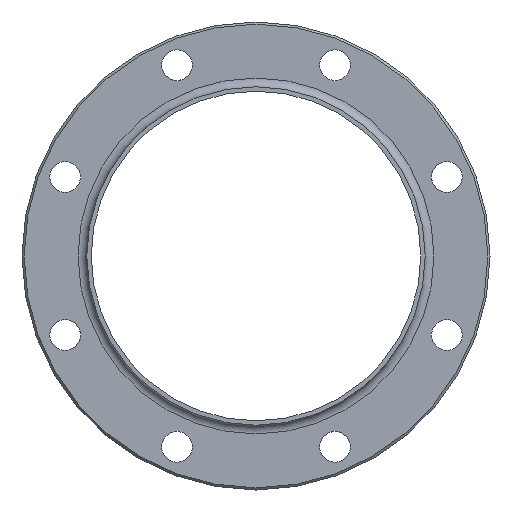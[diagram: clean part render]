
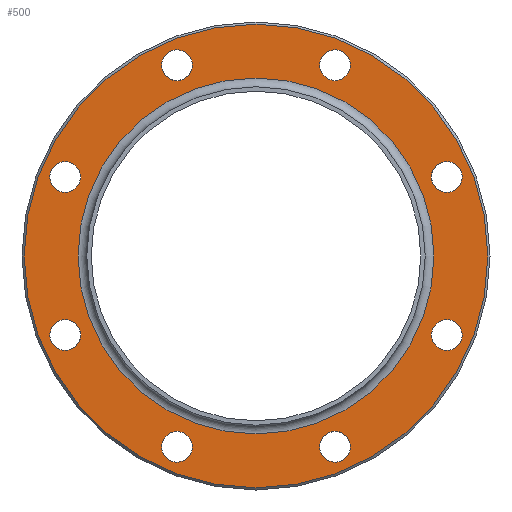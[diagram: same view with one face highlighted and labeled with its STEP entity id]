
A CAD part, left-side view. The second image highlights one B-rep face of the part: STEP entity #500.
In plain terms, the highlighted planar face has unit normal (-1, 0, 0).
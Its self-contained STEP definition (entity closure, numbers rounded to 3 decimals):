
#41=FACE_BOUND('',#110,.T.);
#42=FACE_BOUND('',#111,.T.);
#43=FACE_BOUND('',#112,.T.);
#44=FACE_BOUND('',#113,.T.);
#45=FACE_BOUND('',#114,.T.);
#46=FACE_BOUND('',#115,.T.);
#47=FACE_BOUND('',#116,.T.);
#48=FACE_BOUND('',#117,.T.);
#49=FACE_BOUND('',#118,.T.);
#62=PLANE('',#633);
#81=FACE_OUTER_BOUND('',#109,.T.);
#109=EDGE_LOOP('',(#373));
#110=EDGE_LOOP('',(#374));
#111=EDGE_LOOP('',(#375));
#112=EDGE_LOOP('',(#376));
#113=EDGE_LOOP('',(#377));
#114=EDGE_LOOP('',(#378));
#115=EDGE_LOOP('',(#379));
#116=EDGE_LOOP('',(#380));
#117=EDGE_LOOP('',(#381));
#118=EDGE_LOOP('',(#382));
#174=CIRCLE('',#597,7.);
#176=CIRCLE('',#600,7.);
#178=CIRCLE('',#603,7.);
#180=CIRCLE('',#606,7.);
#182=CIRCLE('',#609,7.);
#184=CIRCLE('',#612,7.);
#186=CIRCLE('',#615,7.);
#188=CIRCLE('',#618,7.);
#198=CIRCLE('',#632,105.5);
#199=CIRCLE('',#634,81.);
#221=VERTEX_POINT('',#855);
#223=VERTEX_POINT('',#861);
#225=VERTEX_POINT('',#867);
#227=VERTEX_POINT('',#873);
#229=VERTEX_POINT('',#879);
#231=VERTEX_POINT('',#885);
#233=VERTEX_POINT('',#891);
#235=VERTEX_POINT('',#897);
#245=VERTEX_POINT('',#924);
#246=VERTEX_POINT('',#928);
#261=EDGE_CURVE('',#221,#221,#174,.T.);
#264=EDGE_CURVE('',#223,#223,#176,.T.);
#267=EDGE_CURVE('',#225,#225,#178,.T.);
#270=EDGE_CURVE('',#227,#227,#180,.T.);
#273=EDGE_CURVE('',#229,#229,#182,.T.);
#276=EDGE_CURVE('',#231,#231,#184,.T.);
#279=EDGE_CURVE('',#233,#233,#186,.T.);
#282=EDGE_CURVE('',#235,#235,#188,.T.);
#296=EDGE_CURVE('',#245,#245,#198,.T.);
#297=EDGE_CURVE('',#246,#246,#199,.T.);
#373=ORIENTED_EDGE('',*,*,#296,.F.);
#374=ORIENTED_EDGE('',*,*,#261,.T.);
#375=ORIENTED_EDGE('',*,*,#264,.T.);
#376=ORIENTED_EDGE('',*,*,#267,.T.);
#377=ORIENTED_EDGE('',*,*,#270,.T.);
#378=ORIENTED_EDGE('',*,*,#273,.T.);
#379=ORIENTED_EDGE('',*,*,#276,.T.);
#380=ORIENTED_EDGE('',*,*,#279,.T.);
#381=ORIENTED_EDGE('',*,*,#282,.T.);
#382=ORIENTED_EDGE('',*,*,#297,.T.);
#500=ADVANCED_FACE('',(#81,#41,#42,#43,#44,#45,#46,#47,#48,#49),#62,.T.);
#597=AXIS2_PLACEMENT_3D('',#856,#681,#682);
#600=AXIS2_PLACEMENT_3D('',#862,#688,#689);
#603=AXIS2_PLACEMENT_3D('',#868,#695,#696);
#606=AXIS2_PLACEMENT_3D('',#874,#702,#703);
#609=AXIS2_PLACEMENT_3D('',#880,#709,#710);
#612=AXIS2_PLACEMENT_3D('',#886,#716,#717);
#615=AXIS2_PLACEMENT_3D('',#892,#723,#724);
#618=AXIS2_PLACEMENT_3D('',#898,#730,#731);
#632=AXIS2_PLACEMENT_3D('',#926,#762,#763);
#633=AXIS2_PLACEMENT_3D('',#927,#764,#765);
#634=AXIS2_PLACEMENT_3D('',#929,#766,#767);
#681=DIRECTION('center_axis',(1.,0.,0.));
#682=DIRECTION('ref_axis',(0.,-0.707,-0.707));
#688=DIRECTION('center_axis',(1.,0.,0.));
#689=DIRECTION('ref_axis',(0.,-1.,0.));
#695=DIRECTION('center_axis',(1.,0.,0.));
#696=DIRECTION('ref_axis',(0.,-0.707,0.707));
#702=DIRECTION('center_axis',(1.,0.,0.));
#703=DIRECTION('ref_axis',(0.,0.,1.));
#709=DIRECTION('center_axis',(1.,0.,0.));
#710=DIRECTION('ref_axis',(0.,0.707,0.707));
#716=DIRECTION('center_axis',(1.,0.,0.));
#717=DIRECTION('ref_axis',(0.,1.,0.));
#723=DIRECTION('center_axis',(1.,0.,0.));
#724=DIRECTION('ref_axis',(0.,0.707,-0.707));
#730=DIRECTION('center_axis',(1.,0.,0.));
#731=DIRECTION('ref_axis',(0.,0.,-1.));
#762=DIRECTION('center_axis',(1.,0.,0.));
#763=DIRECTION('ref_axis',(0.,-1.,0.));
#764=DIRECTION('center_axis',(-1.,0.,0.));
#765=DIRECTION('ref_axis',(0.,0.,1.));
#766=DIRECTION('center_axis',(1.,0.,0.));
#767=DIRECTION('ref_axis',(0.,1.,0.));
#855=CARTESIAN_POINT('',(44.,-40.922,-91.794));
#856=CARTESIAN_POINT('Origin',(44.,-35.972,-86.845));
#861=CARTESIAN_POINT('',(44.,-93.845,-35.972));
#862=CARTESIAN_POINT('Origin',(44.,-86.845,-35.972));
#867=CARTESIAN_POINT('',(44.,-91.794,40.922));
#868=CARTESIAN_POINT('Origin',(44.,-86.845,35.972));
#873=CARTESIAN_POINT('',(44.,-35.972,93.845));
#874=CARTESIAN_POINT('Origin',(44.,-35.972,86.845));
#879=CARTESIAN_POINT('',(44.,40.922,91.794));
#880=CARTESIAN_POINT('Origin',(44.,35.972,86.845));
#885=CARTESIAN_POINT('',(44.,93.845,35.972));
#886=CARTESIAN_POINT('Origin',(44.,86.845,35.972));
#891=CARTESIAN_POINT('',(44.,91.794,-40.922));
#892=CARTESIAN_POINT('Origin',(44.,86.845,-35.972));
#897=CARTESIAN_POINT('',(44.,35.972,-93.845));
#898=CARTESIAN_POINT('Origin',(44.,35.972,-86.845));
#924=CARTESIAN_POINT('',(44.,105.5,0.));
#926=CARTESIAN_POINT('Origin',(44.,0.,0.));
#927=CARTESIAN_POINT('Origin',(44.,93.75,0.));
#928=CARTESIAN_POINT('',(44.,0.,81.));
#929=CARTESIAN_POINT('Origin',(44.,0.,0.));
